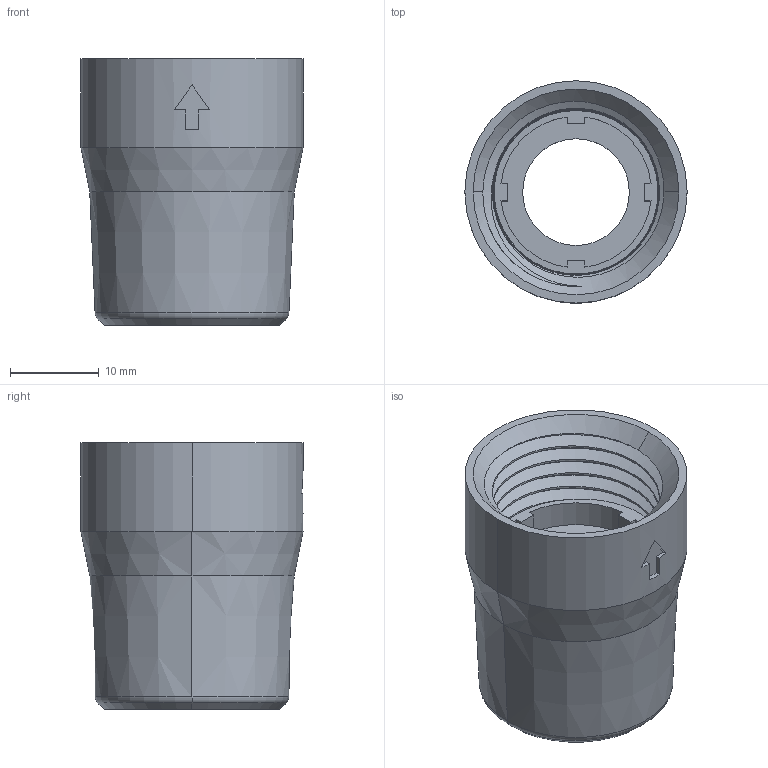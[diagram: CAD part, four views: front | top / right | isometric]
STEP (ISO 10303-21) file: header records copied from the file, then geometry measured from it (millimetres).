
FILE_DESCRIPTION (( 'STEP AP214' ), '1' );
FILE_NAME ('one_way_valve V2 A.STEP', '2020-03-23T02:21:01', ( '' ), ( '' ), 'SwSTEP 2.0', 'SolidWorks 2019', '' );
FILE_SCHEMA (( 'AUTOMOTIVE_DESIGN' ));
Length unit declared in the file: inch
Products named in the file (3): 4464K354_1_2 NPT COUPLING_4464K354; one_way_valve V2 A; one_way_valve V1 A
Assembly tree (2 placements, depth 2):
  one_way_valve V2 A
    one_way_valve V1 A
    4464K354_1_2 NPT COUPLING_4464K354
Bounding box: 25 x 25 x 30 mm (x, y, z)
Volume: 5978.4 mm3; surface area: 5291.6 mm2
Topology: 2 solids, 2 shells, 89 faces, 241 edges, 158 vertices
Faces by surface type: cone 46, plane 25, cylinder 10, bspline 6, torus 2
Entity records: 13559 total; most frequent: CARTESIAN_POINT 10603, ORIENTED_EDGE 482, DIRECTION 364, EDGE_CURVE 241, VERTEX_POINT 158, AXIS2_PLACEMENT_3D 129, LINE 106, VECTOR 106
